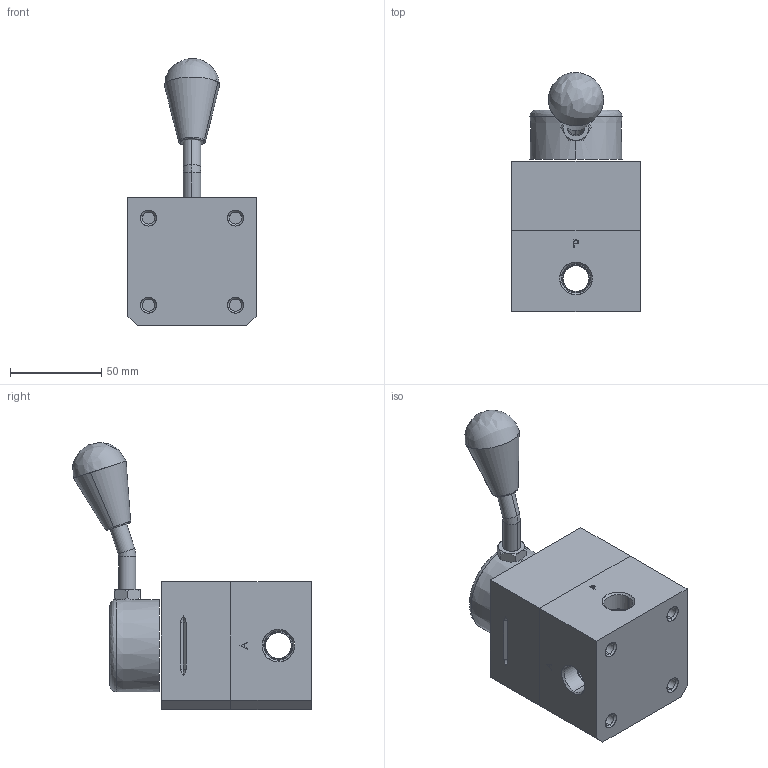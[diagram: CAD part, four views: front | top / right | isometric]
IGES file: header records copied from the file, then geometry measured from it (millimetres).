
Start section: SolidWorks IGES file using analytic representation for surfaces
Global section: file name: TSK6333-AJ01.IGS; native system: SolidWorks 2016; preprocessor: SolidWorks 2016; author: pcw; date: 170224.135843; units: millimetre
Bounding box: 70 x 130.46 x 146.11 mm (x, y, z)
Surface area: 53776.4 mm2 (no closed solid volume)
Topology: 0 solids, 0 shells, 192 faces, 2689 edges, 2689 vertices
Faces by surface type: revolution 97, bspline 95
